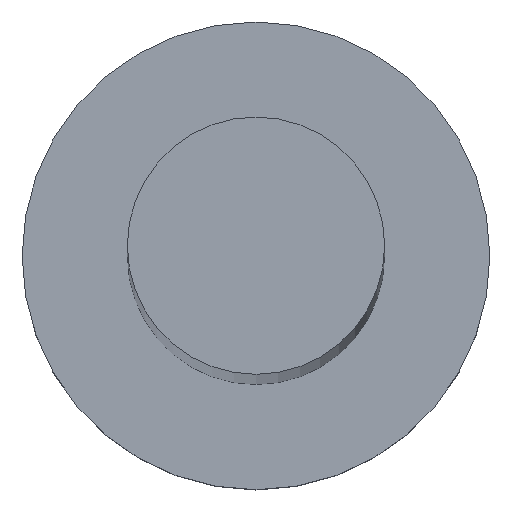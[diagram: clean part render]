
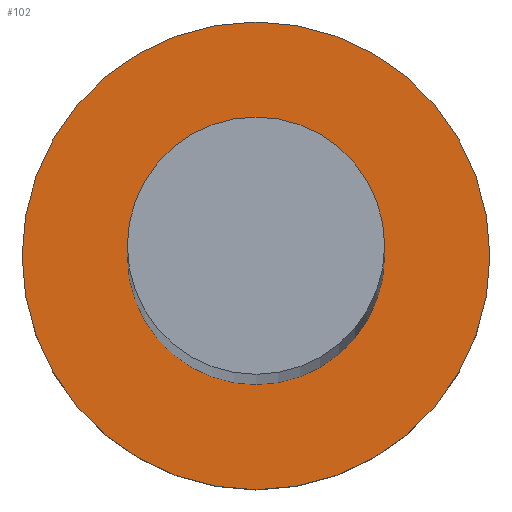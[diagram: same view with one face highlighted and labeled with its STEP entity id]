
A CAD part, top view. The second image highlights one B-rep face of the part: STEP entity #102.
In plain terms, the highlighted planar face has unit normal (0, 0, 1).
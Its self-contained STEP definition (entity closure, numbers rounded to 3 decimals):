
#3 = CARTESIAN_POINT ( 'NONE',  ( 0., 0., 3. ) ) ;
#5 = EDGE_CURVE ( 'NONE', #218, #112, #253, .T. ) ;
#8 = FACE_OUTER_BOUND ( 'NONE', #159, .T. ) ;
#25 = ORIENTED_EDGE ( 'NONE', *, *, #5, .T. ) ;
#30 = DIRECTION ( 'NONE',  ( 1., 0., 0. ) ) ;
#31 = DIRECTION ( 'NONE',  ( 1., 0., 0. ) ) ;
#36 = CARTESIAN_POINT ( 'NONE',  ( 0., 0., 3. ) ) ;
#39 = ORIENTED_EDGE ( 'NONE', *, *, #76, .T. ) ;
#43 = DIRECTION ( 'NONE',  ( 0., 0., 1. ) ) ;
#45 = AXIS2_PLACEMENT_3D ( 'NONE', #3, #87, #48 ) ;
#48 = DIRECTION ( 'NONE',  ( 1., 0., 0. ) ) ;
#54 = CARTESIAN_POINT ( 'NONE',  ( 0., 0., 3. ) ) ;
#57 = CARTESIAN_POINT ( 'NONE',  ( 0., 0., 3. ) ) ;
#58 = CARTESIAN_POINT ( 'NONE',  ( 0., 0., 3. ) ) ;
#67 = DIRECTION ( 'NONE',  ( 0., 0., 1. ) ) ;
#74 = DIRECTION ( 'NONE',  ( 0., 0., 1. ) ) ;
#76 = EDGE_CURVE ( 'NONE', #112, #218, #178, .T. ) ;
#77 = FACE_BOUND ( 'NONE', #202, .T. ) ;
#78 = AXIS2_PLACEMENT_3D ( 'NONE', #36, #67, #234 ) ;
#79 = CIRCLE ( 'NONE', #237, 2.75 ) ;
#87 = DIRECTION ( 'NONE',  ( 0., 0., 1. ) ) ;
#99 = CARTESIAN_POINT ( 'NONE',  ( 2.75, 0., 3. ) ) ;
#102 = ADVANCED_FACE ( 'NONE', ( #77, #8 ), #223, .T. ) ;
#112 = VERTEX_POINT ( 'NONE', #165 ) ;
#113 = ORIENTED_EDGE ( 'NONE', *, *, #119, .F. ) ;
#119 = EDGE_CURVE ( 'NONE', #153, #219, #235, .T. ) ;
#148 = EDGE_CURVE ( 'NONE', #219, #153, #79, .T. ) ;
#153 = VERTEX_POINT ( 'NONE', #99 ) ;
#154 = AXIS2_PLACEMENT_3D ( 'NONE', #57, #244, #224 ) ;
#159 = EDGE_LOOP ( 'NONE', ( #25, #39 ) ) ;
#165 = CARTESIAN_POINT ( 'NONE',  ( 5., 0., 3. ) ) ;
#178 = CIRCLE ( 'NONE', #78, 5. ) ;
#186 = CARTESIAN_POINT ( 'NONE',  ( -5., 0., 3. ) ) ;
#195 = ORIENTED_EDGE ( 'NONE', *, *, #148, .F. ) ;
#202 = EDGE_LOOP ( 'NONE', ( #195, #113 ) ) ;
#208 = AXIS2_PLACEMENT_3D ( 'NONE', #54, #43, #31 ) ;
#218 = VERTEX_POINT ( 'NONE', #186 ) ;
#219 = VERTEX_POINT ( 'NONE', #245 ) ;
#223 = PLANE ( 'NONE',  #154 ) ;
#224 = DIRECTION ( 'NONE',  ( 1., 0., 0. ) ) ;
#234 = DIRECTION ( 'NONE',  ( 1., 0., 0. ) ) ;
#235 = CIRCLE ( 'NONE', #208, 2.75 ) ;
#237 = AXIS2_PLACEMENT_3D ( 'NONE', #58, #74, #30 ) ;
#244 = DIRECTION ( 'NONE',  ( 0., 0., 1. ) ) ;
#245 = CARTESIAN_POINT ( 'NONE',  ( -2.75, 0., 3. ) ) ;
#253 = CIRCLE ( 'NONE', #45, 5. ) ;
